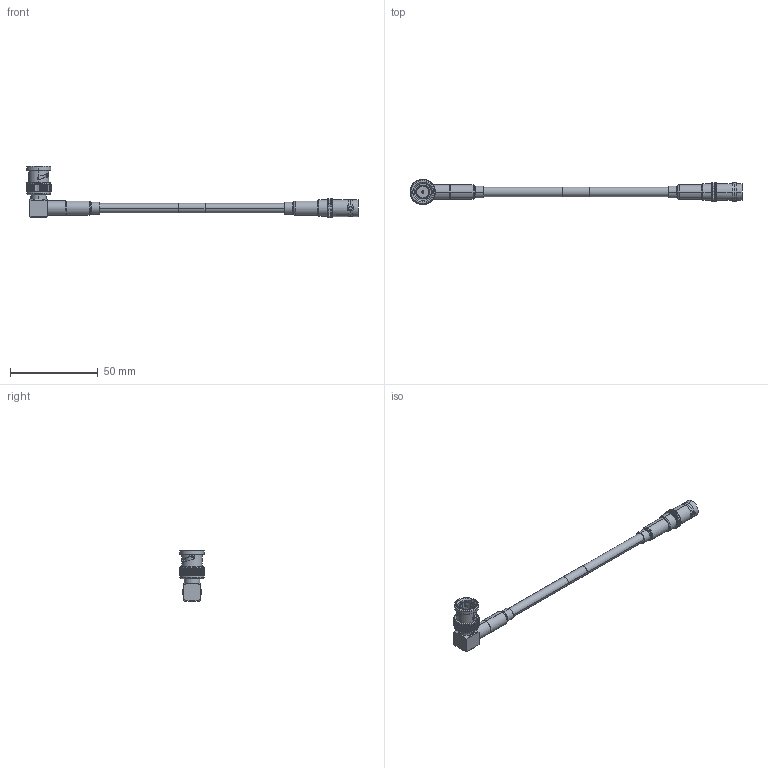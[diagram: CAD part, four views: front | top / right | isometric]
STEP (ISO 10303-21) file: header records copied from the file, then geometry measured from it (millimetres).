
FILE_DESCRIPTION (( 'STEP AP203' ), '1' );
FILE_NAME ('FMCA2687.STEP', '2022-03-09T16:25:46', ( '' ), ( '' ), 'SwSTEP 2.0', 'SolidWorks 2021', '' );
FILE_SCHEMA (( 'CONFIG_CONTROL_DESIGN' ));
Length unit declared in the file: millimetre
Products named in the file (5): CA-240-MA1_.75" Long; RG223_with label; FMCN1372; FMCA2687; FMCN1573
Assembly tree (5 placements, depth 2):
  FMCA2687
    RG223_with label
    FMCN1573
    FMCN1372
    CA-240-MA1_.75" Long  x2
Bounding box: 189.62 x 14.5 x 29.32 mm (x, y, z)
Volume: 7887.3 mm3; surface area: 10041.2 mm2
Topology: 7 solids, 7 shells, 687 faces, 1882 edges, 1230 vertices
Faces by surface type: cylinder 397, plane 215, cone 36, torus 29, bspline 10
Entity records: 22702 total; most frequent: CARTESIAN_POINT 4679, DIRECTION 3835, ORIENTED_EDGE 3676, EDGE_CURVE 1838, AXIS2_PLACEMENT_3D 1468, VERTEX_POINT 1206, VECTOR 899, LINE 899
